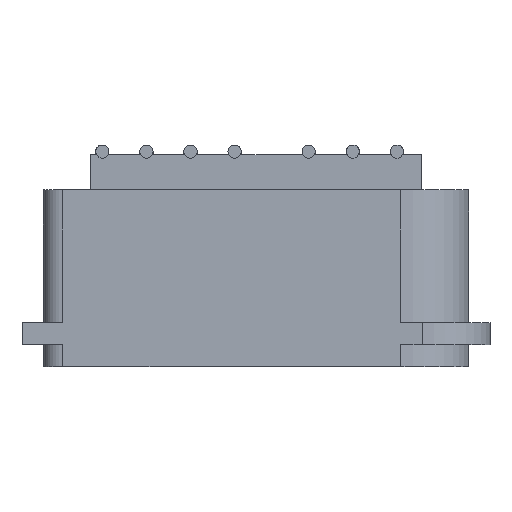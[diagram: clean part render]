
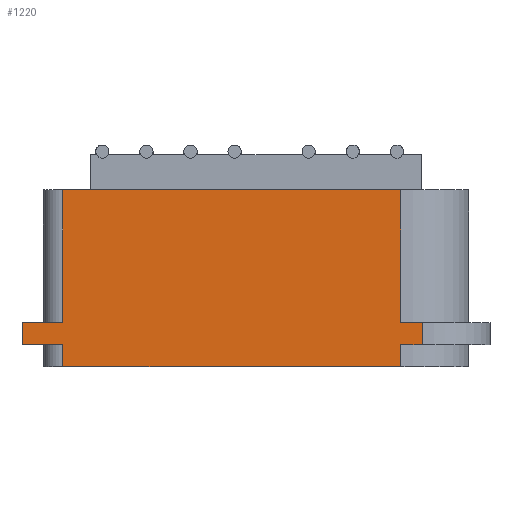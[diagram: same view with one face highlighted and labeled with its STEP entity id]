
A CAD part, top view. The second image highlights one B-rep face of the part: STEP entity #1220.
In plain terms, the highlighted planar face has unit normal (0, 0, 1).
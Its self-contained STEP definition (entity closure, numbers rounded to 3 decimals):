
#114=PLANE('',#1371);
#194=FACE_OUTER_BOUND('',#279,.T.);
#279=EDGE_LOOP('',(#1108,#1109,#1110,#1111,#1112,#1113,#1114,#1115,#1116,
#1117,#1118,#1119));
#399=LINE('',#2358,#494);
#402=LINE('',#2367,#497);
#408=LINE('',#2388,#503);
#409=LINE('',#2391,#504);
#420=LINE('',#2411,#515);
#432=LINE('',#2446,#527);
#434=LINE('',#2453,#529);
#436=LINE('',#2462,#531);
#437=LINE('',#2466,#532);
#438=LINE('',#2469,#533);
#440=LINE('',#2472,#535);
#441=LINE('',#2474,#536);
#494=VECTOR('',#1603,10.);
#497=VECTOR('',#1612,10.);
#503=VECTOR('',#1632,10.);
#504=VECTOR('',#1635,10.);
#515=VECTOR('',#1650,10.);
#527=VECTOR('',#1686,10.);
#529=VECTOR('',#1694,10.);
#531=VECTOR('',#1708,10.);
#532=VECTOR('',#1713,10.);
#533=VECTOR('',#1716,10.);
#535=VECTOR('',#1720,10.);
#536=VECTOR('',#1723,10.);
#603=VERTEX_POINT('',#2354);
#605=VERTEX_POINT('',#2357);
#608=VERTEX_POINT('',#2364);
#615=VERTEX_POINT('',#2384);
#616=VERTEX_POINT('',#2386);
#617=VERTEX_POINT('',#2390);
#634=VERTEX_POINT('',#2443);
#635=VERTEX_POINT('',#2445);
#637=VERTEX_POINT('',#2452);
#638=VERTEX_POINT('',#2460);
#639=VERTEX_POINT('',#2464);
#640=VERTEX_POINT('',#2468);
#743=EDGE_CURVE('',#603,#605,#399,.T.);
#748=EDGE_CURVE('',#608,#605,#402,.T.);
#758=EDGE_CURVE('',#615,#616,#408,.T.);
#759=EDGE_CURVE('',#616,#617,#409,.T.);
#770=EDGE_CURVE('',#615,#603,#420,.T.);
#787=EDGE_CURVE('',#635,#634,#432,.T.);
#791=EDGE_CURVE('',#635,#637,#434,.T.);
#795=EDGE_CURVE('',#638,#634,#436,.T.);
#797=EDGE_CURVE('',#638,#639,#437,.T.);
#798=EDGE_CURVE('',#640,#637,#438,.T.);
#800=EDGE_CURVE('',#639,#608,#440,.T.);
#801=EDGE_CURVE('',#640,#617,#441,.T.);
#1108=ORIENTED_EDGE('',*,*,#743,.F.);
#1109=ORIENTED_EDGE('',*,*,#770,.F.);
#1110=ORIENTED_EDGE('',*,*,#758,.T.);
#1111=ORIENTED_EDGE('',*,*,#759,.T.);
#1112=ORIENTED_EDGE('',*,*,#801,.F.);
#1113=ORIENTED_EDGE('',*,*,#798,.T.);
#1114=ORIENTED_EDGE('',*,*,#791,.F.);
#1115=ORIENTED_EDGE('',*,*,#787,.T.);
#1116=ORIENTED_EDGE('',*,*,#795,.F.);
#1117=ORIENTED_EDGE('',*,*,#797,.T.);
#1118=ORIENTED_EDGE('',*,*,#800,.T.);
#1119=ORIENTED_EDGE('',*,*,#748,.T.);
#1220=ADVANCED_FACE('',(#194),#114,.T.);
#1371=AXIS2_PLACEMENT_3D('',#2473,#1721,#1722);
#1603=DIRECTION('',(0.,-1.,0.));
#1612=DIRECTION('',(-1.,0.,0.));
#1632=DIRECTION('',(0.,-1.,0.));
#1635=DIRECTION('',(-1.,0.,0.));
#1650=DIRECTION('',(1.,0.,0.));
#1686=DIRECTION('',(1.,0.,0.));
#1694=DIRECTION('',(0.,1.,0.));
#1708=DIRECTION('',(0.,-1.,0.));
#1713=DIRECTION('',(1.,0.,0.));
#1716=DIRECTION('',(1.,0.,0.));
#1720=DIRECTION('',(0.,1.,0.));
#1721=DIRECTION('center_axis',(0.,0.,1.));
#1722=DIRECTION('ref_axis',(1.,0.,0.));
#1723=DIRECTION('',(0.,1.,0.));
#2354=CARTESIAN_POINT('',(16.2,16.05,6.15));
#2357=CARTESIAN_POINT('',(16.2,4.,6.15));
#2358=CARTESIAN_POINT('',(16.2,4.,6.15));
#2364=CARTESIAN_POINT('',(18.145,4.,6.15));
#2367=CARTESIAN_POINT('',(1.051,4.,6.15));
#2384=CARTESIAN_POINT('',(-14.45,16.05,6.15));
#2386=CARTESIAN_POINT('',(-14.45,4.,6.15));
#2388=CARTESIAN_POINT('',(-14.45,4.,6.15));
#2390=CARTESIAN_POINT('',(-18.145,4.,6.15));
#2391=CARTESIAN_POINT('',(-17.659,4.,6.15));
#2411=CARTESIAN_POINT('',(-18.145,16.05,6.15));
#2443=CARTESIAN_POINT('',(16.2,0.,6.15));
#2445=CARTESIAN_POINT('',(-14.45,0.,6.15));
#2446=CARTESIAN_POINT('',(-18.145,0.,6.15));
#2452=CARTESIAN_POINT('',(-14.45,2.,6.15));
#2453=CARTESIAN_POINT('',(-14.45,0.,6.15));
#2460=CARTESIAN_POINT('',(16.2,2.,6.15));
#2462=CARTESIAN_POINT('',(16.2,0.,6.15));
#2464=CARTESIAN_POINT('',(18.145,2.,6.15));
#2466=CARTESIAN_POINT('',(1.051,2.,6.15));
#2468=CARTESIAN_POINT('',(-18.145,2.,6.15));
#2469=CARTESIAN_POINT('',(-17.659,2.,6.15));
#2472=CARTESIAN_POINT('',(18.145,0.,6.15));
#2473=CARTESIAN_POINT('Origin',(-18.145,0.,6.15));
#2474=CARTESIAN_POINT('',(-18.145,0.,6.15));
